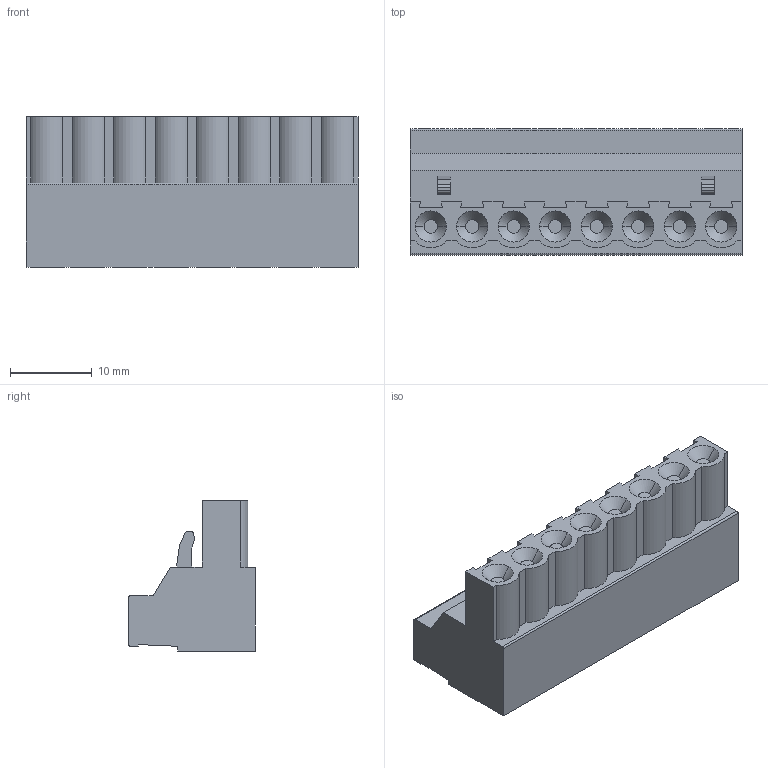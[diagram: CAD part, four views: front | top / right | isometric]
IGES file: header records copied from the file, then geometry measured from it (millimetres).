
Start section:  PTC IGES file: c-796635-8-h-3d.igs
Global section: file name: c-796635-8-h-3d.igs; native system: Pro/ENGINEER by Parametric Technology Corporation; preprocessor: 2010430; author: workeradm; organization: Unknown; units: millimetre
Bounding box: 40.64 x 15.5 x 18.4 mm (x, y, z)
Surface area: 3495.3 mm2 (no closed solid volume)
Topology: 0 solids, 0 shells, 277 faces, 1302 edges, 1302 vertices
Faces by surface type: bspline 192, revolution 85
